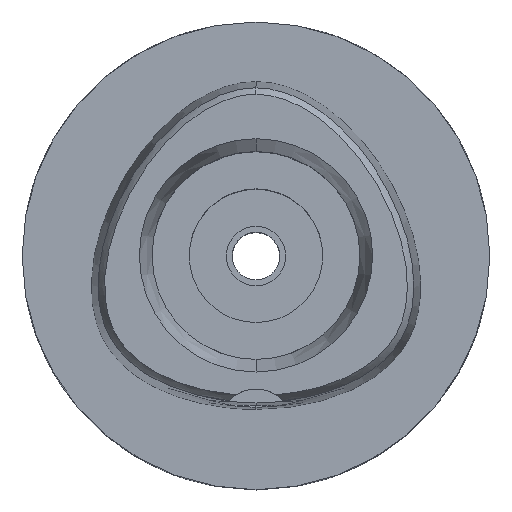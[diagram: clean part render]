
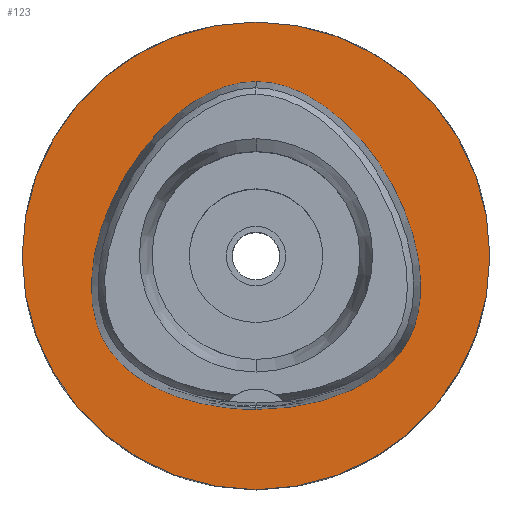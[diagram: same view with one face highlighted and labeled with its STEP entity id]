
A CAD part, top view. The second image highlights one B-rep face of the part: STEP entity #123.
In plain terms, the highlighted planar face has unit normal (0, 0, 1).
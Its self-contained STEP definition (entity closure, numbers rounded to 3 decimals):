
#6 = CARTESIAN_POINT ( 'NONE',  ( -14.408, 15.641, 0. ) ) ;
#63 = CARTESIAN_POINT ( 'NONE',  ( -0.855, 23.475, 0. ) ) ;
#86 = CARTESIAN_POINT ( 'NONE',  ( -22.245, -4.1, 0. ) ) ;
#114 = CARTESIAN_POINT ( 'NONE',  ( -5.098, 22.526, 0. ) ) ;
#123 = ADVANCED_FACE ( 'NONE', ( #3296, #3246 ), #1620, .F. ) ;
#152 = ORIENTED_EDGE ( 'NONE', *, *, #1111, .F. ) ;
#276 = ORIENTED_EDGE ( 'NONE', *, *, #5089, .F. ) ;
#443 = CARTESIAN_POINT ( 'NONE',  ( -21.555, -8.996, 0. ) ) ;
#474 = CARTESIAN_POINT ( 'NONE',  ( -2.114, -20.675, 0. ) ) ;
#568 = VERTEX_POINT ( 'NONE', #5098 ) ;
#707 = ORIENTED_EDGE ( 'NONE', *, *, #4041, .F. ) ;
#716 = AXIS2_PLACEMENT_3D ( 'NONE', #5212, #1434, #1768 ) ;
#814 = CARTESIAN_POINT ( 'NONE',  ( 2.565, 23.293, 0. ) ) ;
#829 = DIRECTION ( 'NONE',  ( 0., -1., 0. ) ) ;
#835 = CARTESIAN_POINT ( 'NONE',  ( 0., -31.5, 0. ) ) ;
#844 = CARTESIAN_POINT ( 'NONE',  ( 22.057, -6.848, 0. ) ) ;
#862 = CARTESIAN_POINT ( 'NONE',  ( 0., 23.475, 0. ) ) ;
#920 = AXIS2_PLACEMENT_3D ( 'NONE', #2476, #4540, #829 ) ;
#1069 = ORIENTED_EDGE ( 'NONE', *, *, #2963, .F. ) ;
#1111 = EDGE_CURVE ( 'NONE', #5072, #4296, #3127, .T. ) ;
#1264 = DIRECTION ( 'NONE',  ( 0., -1., 0. ) ) ;
#1283 = CARTESIAN_POINT ( 'NONE',  ( -19.649, -12.825, 0. ) ) ;
#1331 = CARTESIAN_POINT ( 'NONE',  ( -6.341, -20.298, 0. ) ) ;
#1365 = CARTESIAN_POINT ( 'NONE',  ( -20.749, 4.657, 0. ) ) ;
#1434 = DIRECTION ( 'NONE',  ( 0., 0., -1. ) ) ;
#1617 = CIRCLE ( 'NONE', #716, 31.5 ) ;
#1620 = PLANE ( 'NONE',  #920 ) ;
#1633 = CARTESIAN_POINT ( 'NONE',  ( 20.35, -11.749, 0. ) ) ;
#1660 = CARTESIAN_POINT ( 'NONE',  ( 14.408, 15.641, 0. ) ) ;
#1711 = CARTESIAN_POINT ( 'NONE',  ( 0., -20.675, 0. ) ) ;
#1768 = DIRECTION ( 'NONE',  ( 0., 1., 0. ) ) ;
#2073 = CARTESIAN_POINT ( 'NONE',  ( 21.978, -0.281, 0. ) ) ;
#2099 = CARTESIAN_POINT ( 'NONE',  ( 14.673, -17.214, 0. ) ) ;
#2144 = CARTESIAN_POINT ( 'NONE',  ( -11.233, -18.893, 0. ) ) ;
#2173 = CARTESIAN_POINT ( 'NONE',  ( -16.959, -15.678, 0. ) ) ;
#2411 = VERTEX_POINT ( 'NONE', #835 ) ;
#2434 = CARTESIAN_POINT ( 'NONE',  ( 0., -20.675, 0. ) ) ;
#2462 = CARTESIAN_POINT ( 'NONE',  ( 11.233, -18.893, 0. ) ) ;
#2476 = CARTESIAN_POINT ( 'NONE',  ( 0., 0., 0. ) ) ;
#2512 = CARTESIAN_POINT ( 'NONE',  ( 0.855, 23.475, 0. ) ) ;
#2579 = CARTESIAN_POINT ( 'NONE',  ( -10.746, 19.174, 0. ) ) ;
#2583 = CIRCLE ( 'NONE', #5054, 31.5 ) ;
#2612 = CARTESIAN_POINT ( 'NONE',  ( -21.978, -0.281, 0. ) ) ;
#2835 = CARTESIAN_POINT ( 'NONE',  ( 21.555, -8.996, 0. ) ) ;
#2867 = CARTESIAN_POINT ( 'NONE',  ( 2.114, -20.675, 0. ) ) ;
#2919 = CARTESIAN_POINT ( 'NONE',  ( 7.571, 21.315, 0. ) ) ;
#2963 = EDGE_CURVE ( 'NONE', #568, #2411, #1617, .T. ) ;
#2978 = CARTESIAN_POINT ( 'NONE',  ( 0., 0., 0. ) ) ;
#3050 = CARTESIAN_POINT ( 'NONE',  ( 0., -20.675, 0. ) ) ;
#3127 = B_SPLINE_CURVE_WITH_KNOTS ( 'NONE', 3,
 ( #2434, #2867, #3357, #2462, #2099, #4135, #4629, #5403, #1633, #4938, #2835, #844, #4993, #2073, #3740, #5433, #1660, #3336, #2919, #4601, #814, #2512, #3664 ),
 .UNSPECIFIED., .F., .F.,
 ( 4, 1, 1, 1, 1, 1, 1, 1, 1, 1, 1, 1, 1, 1, 1, 1, 1, 1, 1, 1, 4 ),
 ( 0., 0.083, 0.167, 0.208, 0.25, 0.292, 0.313, 0.333, 0.354, 0.375, 0.417, 0.458, 0.5, 0.583, 0.667, 0.75, 0.833, 0.875, 0.917, 0.958, 1. ),
 .UNSPECIFIED. ) ;
#3246 = FACE_BOUND ( 'NONE', #5268, .T. ) ;
#3296 = FACE_OUTER_BOUND ( 'NONE', #5094, .T. ) ;
#3336 = CARTESIAN_POINT ( 'NONE',  ( 10.746, 19.174, 0. ) ) ;
#3357 = CARTESIAN_POINT ( 'NONE',  ( 6.341, -20.298, 0. ) ) ;
#3426 = CARTESIAN_POINT ( 'NONE',  ( -14.673, -17.214, 0. ) ) ;
#3480 = CARTESIAN_POINT ( 'NONE',  ( -18.068, 10.432, 0. ) ) ;
#3664 = CARTESIAN_POINT ( 'NONE',  ( 0., 23.475, 0. ) ) ;
#3740 = CARTESIAN_POINT ( 'NONE',  ( 20.749, 4.657, 0. ) ) ;
#3889 = CARTESIAN_POINT ( 'NONE',  ( -20.932, -10.604, 0. ) ) ;
#4041 = EDGE_CURVE ( 'NONE', #4296, #5072, #4395, .T. ) ;
#4135 = CARTESIAN_POINT ( 'NONE',  ( 16.959, -15.678, 0. ) ) ;
#4286 = CARTESIAN_POINT ( 'NONE',  ( -20.35, -11.749, 0. ) ) ;
#4296 = VERTEX_POINT ( 'NONE', #4923 ) ;
#4395 = B_SPLINE_CURVE_WITH_KNOTS ( 'NONE', 3,
 ( #862, #63, #5066, #114, #4701, #2579, #6, #3480, #1365, #2612, #86, #5111, #443, #3889, #4286, #1283, #4652, #2173, #3426, #2144, #1331, #474, #3050 ),
 .UNSPECIFIED., .F., .F.,
 ( 4, 1, 1, 1, 1, 1, 1, 1, 1, 1, 1, 1, 1, 1, 1, 1, 1, 1, 1, 1, 4 ),
 ( 0., 0.042, 0.083, 0.125, 0.167, 0.25, 0.333, 0.417, 0.5, 0.542, 0.583, 0.625, 0.646, 0.667, 0.688, 0.708, 0.75, 0.792, 0.833, 0.917, 1. ),
 .UNSPECIFIED. ) ;
#4540 = DIRECTION ( 'NONE',  ( 0., 0., -1. ) ) ;
#4601 = CARTESIAN_POINT ( 'NONE',  ( 5.098, 22.526, 0. ) ) ;
#4629 = CARTESIAN_POINT ( 'NONE',  ( 18.568, -14.169, 0. ) ) ;
#4652 = CARTESIAN_POINT ( 'NONE',  ( -18.568, -14.169, 0. ) ) ;
#4659 = DIRECTION ( 'NONE',  ( 0., 0., -1. ) ) ;
#4701 = CARTESIAN_POINT ( 'NONE',  ( -7.571, 21.315, 0. ) ) ;
#4923 = CARTESIAN_POINT ( 'NONE',  ( 0., 23.475, 0. ) ) ;
#4938 = CARTESIAN_POINT ( 'NONE',  ( 20.932, -10.604, 0. ) ) ;
#4993 = CARTESIAN_POINT ( 'NONE',  ( 22.245, -4.1, 0. ) ) ;
#5054 = AXIS2_PLACEMENT_3D ( 'NONE', #2978, #4659, #1264 ) ;
#5066 = CARTESIAN_POINT ( 'NONE',  ( -2.565, 23.293, 0. ) ) ;
#5072 = VERTEX_POINT ( 'NONE', #1711 ) ;
#5089 = EDGE_CURVE ( 'NONE', #2411, #568, #2583, .T. ) ;
#5094 = EDGE_LOOP ( 'NONE', ( #1069, #276 ) ) ;
#5098 = CARTESIAN_POINT ( 'NONE',  ( 0., 31.5, 0. ) ) ;
#5111 = CARTESIAN_POINT ( 'NONE',  ( -22.057, -6.848, 0. ) ) ;
#5212 = CARTESIAN_POINT ( 'NONE',  ( 0., 0., 0. ) ) ;
#5268 = EDGE_LOOP ( 'NONE', ( #707, #152 ) ) ;
#5403 = CARTESIAN_POINT ( 'NONE',  ( 19.649, -12.825, 0. ) ) ;
#5433 = CARTESIAN_POINT ( 'NONE',  ( 18.068, 10.432, 0. ) ) ;
